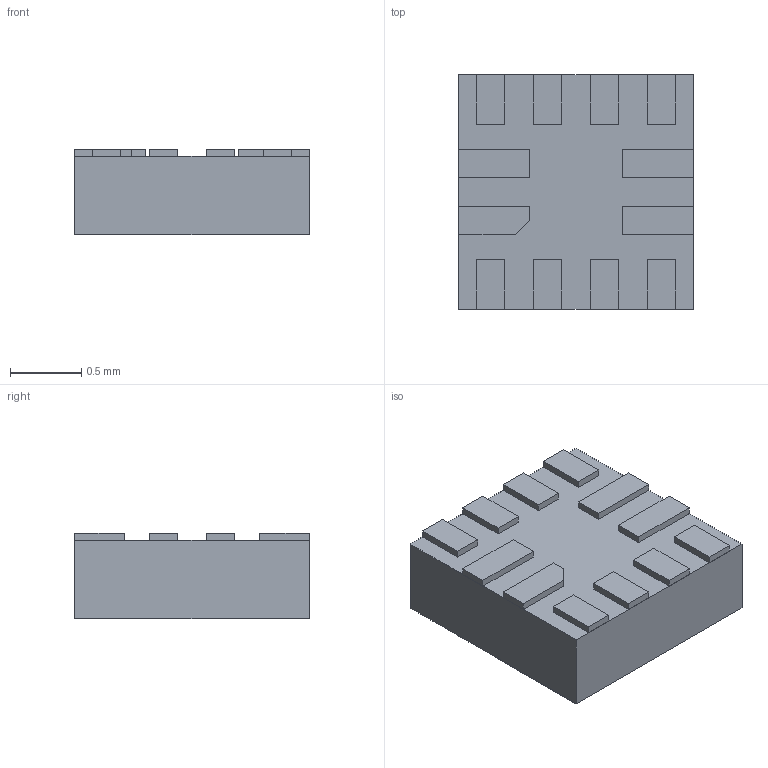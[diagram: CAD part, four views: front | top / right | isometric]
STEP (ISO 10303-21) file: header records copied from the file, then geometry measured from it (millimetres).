
FILE_DESCRIPTION (( 'STEP AP214' ), '1' );
FILE_NAME ('User Library-X2QFN-12_1.65.STEP', '2022-12-25T23:36:18', ( '' ), ( '' ), 'SwSTEP 2.0', 'SolidWorks 2022', '' );
FILE_SCHEMA (( 'AUTOMOTIVE_DESIGN' ));
Length unit declared in the file: millimetre
Products named in the file (15): IMPORTED6_PRT.PRT; SOLID1_PRT.PRT; IMPORTED11_PRT.PRT; IMPORTED10_PRT.PRT; IMPORTED3_PRT.PRT; IMPORTED4_PRT.PRT; IMPORTED9_PRT.PRT; IMPORTED5_PRT.PRT; IMPORTED8_PRT.PRT; X2QFN-10_2X1_5MM_STEP.ASM; ind; IMPORTED7_PRT.PRT; SOLID2_PRT.PRT; USER_LIBRARY-QFN-10_2X1_5MM_ASM.ASM; User Library-X2QFN-12_1.65
Assembly tree (16 placements, depth 4):
  User Library-X2QFN-12_1.65
    ind
    X2QFN-10_2X1_5MM_STEP.ASM
      USER_LIBRARY-QFN-10_2X1_5MM_ASM.ASM
        IMPORTED4_PRT.PRT  x2
        IMPORTED7_PRT.PRT
        SOLID1_PRT.PRT
        IMPORTED11_PRT.PRT
        IMPORTED10_PRT.PRT
        IMPORTED5_PRT.PRT
        IMPORTED8_PRT.PRT
        IMPORTED3_PRT.PRT
        IMPORTED6_PRT.PRT
        IMPORTED9_PRT.PRT
        SOLID2_PRT.PRT  x2
Bounding box: 1.65 x 1.65 x 0.6 mm (x, y, z)
Volume: 1.5 mm3; surface area: 12.3 mm2
Topology: 13 solids, 14 shells, 80 faces, 163 edges, 110 vertices
Faces by surface type: plane 80
Entity records: 3112 total; most frequent: CARTESIAN_POINT 323, DIRECTION 319, ORIENTED_EDGE 274, VECTOR 139, LINE 139, EDGE_CURVE 139, UNCERTAINTY_MEASURE_WITH_UNIT 106, VERTEX_POINT 94
